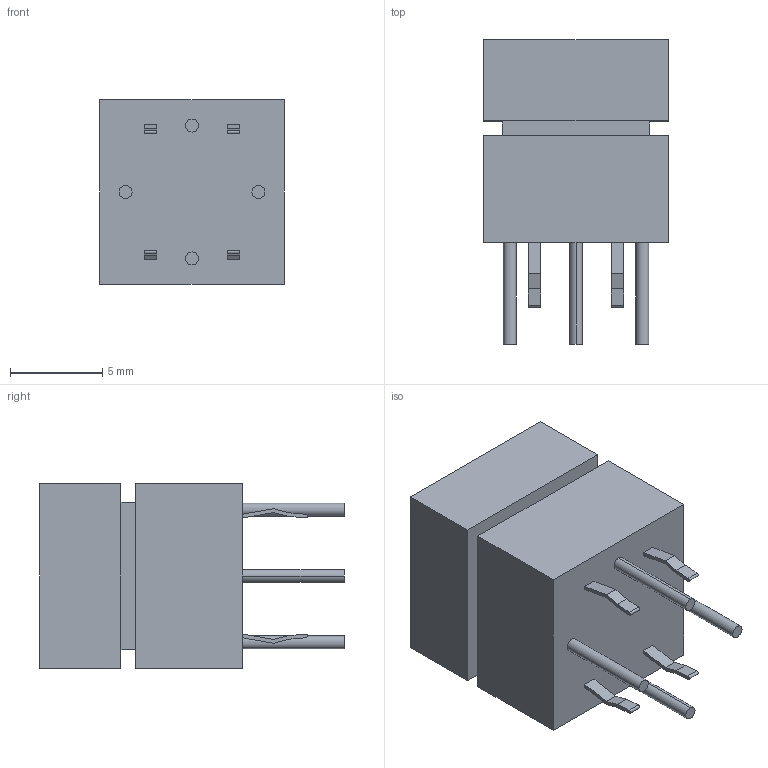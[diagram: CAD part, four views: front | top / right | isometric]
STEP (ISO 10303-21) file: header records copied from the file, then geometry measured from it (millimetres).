
FILE_DESCRIPTION(('STEP AP242'),'1');
FILE_NAME('b3w-9000-rg2c.stp','2022-03-23T08:53:57',('TraceParts'),('TraceParts S.A.'),'Spatial InterOp 3D',' ',' ');
FILE_SCHEMA(('AP242_MANAGED_MODEL_BASED_3D_ENGINEERING_MIM_LF {1 0 10303 442 1 1 4}'));
Length unit declared in the file: millimetre
Products named in the file (1): b3w-9000-rg2c
Bounding box: 10 x 16.5 x 10 mm (x, y, z)
Volume: 1081.6 mm3; surface area: 779.3 mm2
Topology: 1 solids, 1 shells, 68 faces, 168 edges, 112 vertices
Faces by surface type: plane 52, cylinder 16
Entity records: 2564 total; most frequent: CARTESIAN_POINT 349, DIRECTION 338, ORIENTED_EDGE 336, EDGE_CURVE 168, LINE 136, VECTOR 136, VERTEX_POINT 112, AXIS2_PLACEMENT_3D 101
